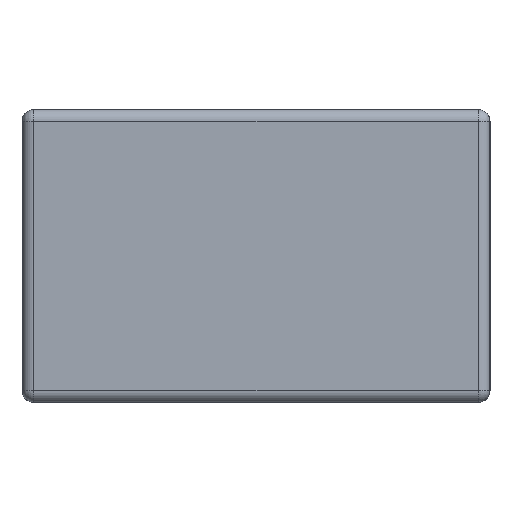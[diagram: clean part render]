
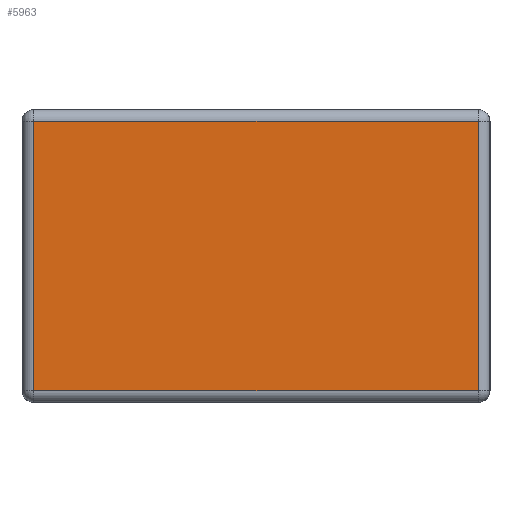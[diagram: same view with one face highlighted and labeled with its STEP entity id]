
A CAD part, left-side view. The second image highlights one B-rep face of the part: STEP entity #5963.
In plain terms, the highlighted planar face has unit normal (-1, 0, 0).
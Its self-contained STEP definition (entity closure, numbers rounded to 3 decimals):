
#482=FACE_OUTER_BOUND('',#836,.T.);
#836=EDGE_LOOP('',(#4238,#4239,#4240,#4241));
#1326=LINE('',#9120,#1922);
#1327=LINE('',#9122,#1923);
#1328=LINE('',#9124,#1924);
#1329=LINE('',#9125,#1925);
#1922=VECTOR('',#7072,1.);
#1923=VECTOR('',#7073,1.);
#1924=VECTOR('',#7074,1.);
#1925=VECTOR('',#7075,1.);
#2678=VERTEX_POINT('',#9118);
#2679=VERTEX_POINT('',#9119);
#2680=VERTEX_POINT('',#9121);
#2681=VERTEX_POINT('',#9123);
#3298=EDGE_CURVE('',#2678,#2679,#1326,.T.);
#3299=EDGE_CURVE('',#2679,#2680,#1327,.T.);
#3300=EDGE_CURVE('',#2680,#2681,#1328,.T.);
#3301=EDGE_CURVE('',#2681,#2678,#1329,.T.);
#4238=ORIENTED_EDGE('',*,*,#3298,.T.);
#4239=ORIENTED_EDGE('',*,*,#3299,.T.);
#4240=ORIENTED_EDGE('',*,*,#3300,.T.);
#4241=ORIENTED_EDGE('',*,*,#3301,.T.);
#5702=PLANE('',#6402);
#5963=ADVANCED_FACE('',(#482),#5702,.T.);
#6402=AXIS2_PLACEMENT_3D('',#9117,#7070,#7071);
#7070=DIRECTION('center_axis',(-1.,0.,0.));
#7071=DIRECTION('ref_axis',(0.,0.,-1.));
#7072=DIRECTION('',(0.,1.,0.));
#7073=DIRECTION('',(0.,0.,-1.));
#7074=DIRECTION('',(0.,-1.,0.));
#7075=DIRECTION('',(0.,0.,1.));
#9117=CARTESIAN_POINT('Origin',(-0.798,0.016,0.25));
#9118=CARTESIAN_POINT('',(-0.798,-0.364,0.48));
#9119=CARTESIAN_POINT('',(-0.798,0.396,0.48));
#9120=CARTESIAN_POINT('',(-0.798,0.016,0.48));
#9121=CARTESIAN_POINT('',(-0.798,0.396,0.02));
#9122=CARTESIAN_POINT('',(-0.798,0.396,0.25));
#9123=CARTESIAN_POINT('',(-0.798,-0.364,0.02));
#9124=CARTESIAN_POINT('',(-0.798,0.016,0.02));
#9125=CARTESIAN_POINT('',(-0.798,-0.364,0.25));
